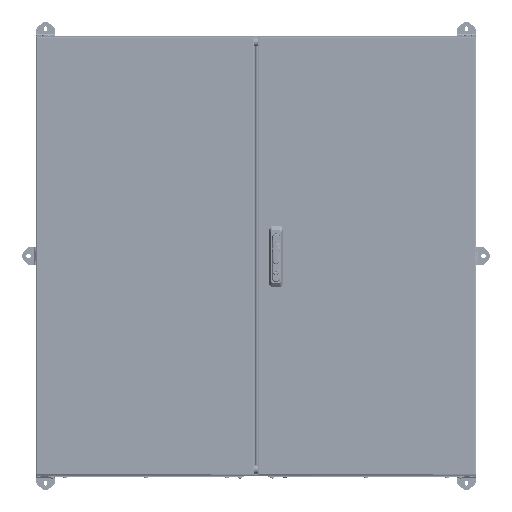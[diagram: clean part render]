
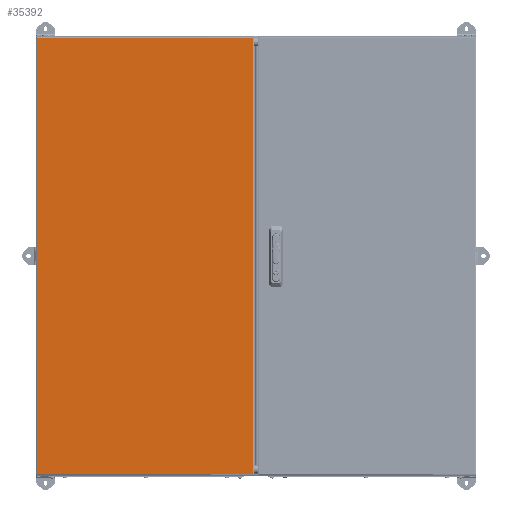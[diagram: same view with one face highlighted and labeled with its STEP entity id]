
A CAD part, top view. The second image highlights one B-rep face of the part: STEP entity #35392.
In plain terms, the highlighted planar face has unit normal (0, 0, 1).
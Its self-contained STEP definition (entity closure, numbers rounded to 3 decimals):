
#441 = LINE ( 'NONE', #37199, #100382 ) ;
#2628 = VERTEX_POINT ( 'NONE', #13366 ) ;
#5325 = VECTOR ( 'NONE', #63201, 1000. ) ;
#5457 = ORIENTED_EDGE ( 'NONE', *, *, #94549, .T. ) ;
#10565 = VECTOR ( 'NONE', #21998, 1000. ) ;
#13366 = CARTESIAN_POINT ( 'NONE',  ( -294.5, 594.5, 0. ) ) ;
#18272 = ORIENTED_EDGE ( 'NONE', *, *, #23089, .T. ) ;
#21222 = DIRECTION ( 'NONE',  ( 1., 0., 0. ) ) ;
#21998 = DIRECTION ( 'NONE',  ( -1., 0., 0. ) ) ;
#23089 = EDGE_CURVE ( 'NONE', #71641, #110089, #41777, .T. ) ;
#24368 = CARTESIAN_POINT ( 'NONE',  ( 294.5, -594.5, 0. ) ) ;
#25816 = CARTESIAN_POINT ( 'NONE',  ( 294.5, 594.5, 0. ) ) ;
#29971 = DIRECTION ( 'NONE',  ( 0., -1., 0. ) ) ;
#33049 = LINE ( 'NONE', #81304, #5325 ) ;
#35392 = ADVANCED_FACE ( 'NONE', ( #50115 ), #97191, .T. ) ;
#37199 = CARTESIAN_POINT ( 'NONE',  ( -294.5, 595.293, 0. ) ) ;
#41777 = LINE ( 'NONE', #53224, #93380 ) ;
#42459 = ORIENTED_EDGE ( 'NONE', *, *, #108692, .T. ) ;
#50115 = FACE_OUTER_BOUND ( 'NONE', #105728, .T. ) ;
#53224 = CARTESIAN_POINT ( 'NONE',  ( 294.5, -595.293, 0. ) ) ;
#62465 = AXIS2_PLACEMENT_3D ( 'NONE', #112925, #103877, #21222 ) ;
#63201 = DIRECTION ( 'NONE',  ( 1., 0., 0. ) ) ;
#64280 = ORIENTED_EDGE ( 'NONE', *, *, #112782, .T. ) ;
#71641 = VERTEX_POINT ( 'NONE', #24368 ) ;
#81304 = CARTESIAN_POINT ( 'NONE',  ( -295.293, -594.5, 0. ) ) ;
#90036 = DIRECTION ( 'NONE',  ( 0., 1., 0. ) ) ;
#93380 = VECTOR ( 'NONE', #90036, 1000. ) ;
#94549 = EDGE_CURVE ( 'NONE', #110089, #2628, #114895, .T. ) ;
#96088 = CARTESIAN_POINT ( 'NONE',  ( -294.5, -594.5, 0. ) ) ;
#97191 = PLANE ( 'NONE',  #62465 ) ;
#100382 = VECTOR ( 'NONE', #29971, 1000. ) ;
#103877 = DIRECTION ( 'NONE',  ( 0., 0., 1. ) ) ;
#105728 = EDGE_LOOP ( 'NONE', ( #5457, #64280, #42459, #18272 ) ) ;
#105842 = CARTESIAN_POINT ( 'NONE',  ( 295.293, 594.5, 0. ) ) ;
#106169 = VERTEX_POINT ( 'NONE', #96088 ) ;
#108692 = EDGE_CURVE ( 'NONE', #106169, #71641, #33049, .T. ) ;
#110089 = VERTEX_POINT ( 'NONE', #25816 ) ;
#112782 = EDGE_CURVE ( 'NONE', #2628, #106169, #441, .T. ) ;
#112925 = CARTESIAN_POINT ( 'NONE',  ( 0., 0., 0. ) ) ;
#114895 = LINE ( 'NONE', #105842, #10565 ) ;
